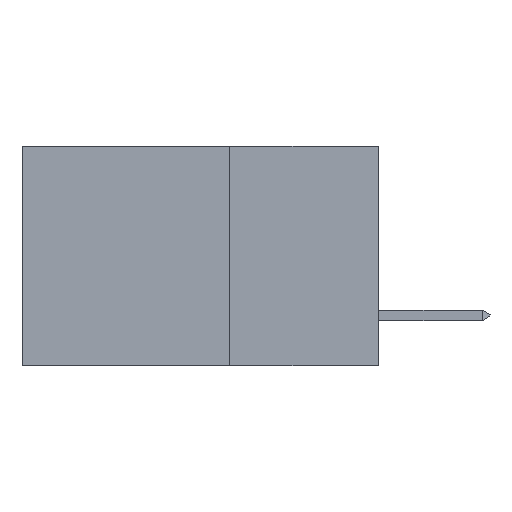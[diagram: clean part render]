
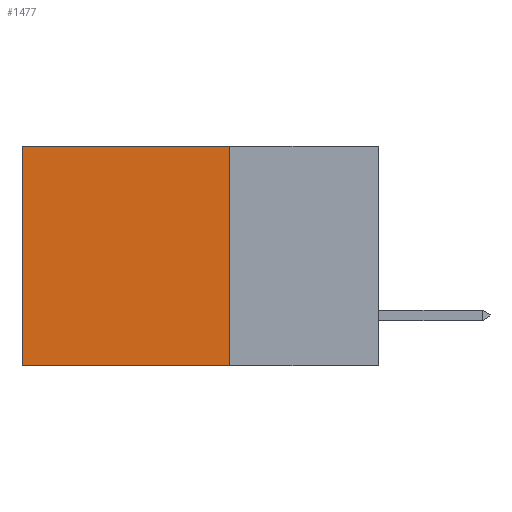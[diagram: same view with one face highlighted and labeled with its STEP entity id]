
A CAD part, left-side view. The second image highlights one B-rep face of the part: STEP entity #1477.
In plain terms, the highlighted planar face has unit normal (-1, 0, 0).
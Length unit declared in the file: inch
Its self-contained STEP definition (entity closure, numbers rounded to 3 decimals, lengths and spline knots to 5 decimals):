
#35 = PLANE ( 'NONE',  #899 ) ;
#899 = AXIS2_PLACEMENT_3D ( 'NONE', #5502, #1445, #8460 ) ;
#1243 = LINE ( 'NONE', #6614, #1747 ) ;
#1324 = ORIENTED_EDGE ( 'NONE', *, *, #7851, .F. ) ;
#1445 = DIRECTION ( 'NONE',  ( 1., 0., 0. ) ) ;
#1477 = ADVANCED_FACE ( 'NONE', ( #4559 ), #35, .F. ) ;
#1747 = VECTOR ( 'NONE', #9659, 39.37008 ) ;
#2074 = VECTOR ( 'NONE', #2946, 39.37008 ) ;
#2298 = VERTEX_POINT ( 'NONE', #4053 ) ;
#2607 = CARTESIAN_POINT ( 'NONE',  ( 0.2615, 0.25, -0.37 ) ) ;
#2946 = DIRECTION ( 'NONE',  ( 0., 1., 0. ) ) ;
#3103 = ORIENTED_EDGE ( 'NONE', *, *, #3708, .T. ) ;
#3708 = EDGE_CURVE ( 'NONE', #2298, #4729, #7649, .T. ) ;
#3737 = LINE ( 'NONE', #5321, #5446 ) ;
#3952 = LINE ( 'NONE', #4811, #6691 ) ;
#4053 = CARTESIAN_POINT ( 'NONE',  ( 0.2615, 0.25, 0. ) ) ;
#4304 = ORIENTED_EDGE ( 'NONE', *, *, #8937, .F. ) ;
#4429 = EDGE_LOOP ( 'NONE', ( #7437, #1324, #4304, #3103 ) ) ;
#4559 = FACE_OUTER_BOUND ( 'NONE', #4429, .T. ) ;
#4729 = VERTEX_POINT ( 'NONE', #4901 ) ;
#4811 = CARTESIAN_POINT ( 'NONE',  ( 0.2615, 0.25, -0.37 ) ) ;
#4901 = CARTESIAN_POINT ( 'NONE',  ( 0.2615, 0.6, 0. ) ) ;
#5321 = CARTESIAN_POINT ( 'NONE',  ( 0.2615, 0.6, -0.37 ) ) ;
#5446 = VECTOR ( 'NONE', #7739, 39.37008 ) ;
#5502 = CARTESIAN_POINT ( 'NONE',  ( 0.2615, 0.25, -0.37 ) ) ;
#6614 = CARTESIAN_POINT ( 'NONE',  ( 0.2615, 0.25, -0.37 ) ) ;
#6691 = VECTOR ( 'NONE', #7762, 39.37008 ) ;
#6830 = EDGE_CURVE ( 'NONE', #4729, #7581, #3737, .T. ) ;
#7437 = ORIENTED_EDGE ( 'NONE', *, *, #6830, .T. ) ;
#7581 = VERTEX_POINT ( 'NONE', #9656 ) ;
#7649 = LINE ( 'NONE', #9838, #2074 ) ;
#7739 = DIRECTION ( 'NONE',  ( 0., 0., -1. ) ) ;
#7762 = DIRECTION ( 'NONE',  ( 0., 1., 0. ) ) ;
#7851 = EDGE_CURVE ( 'NONE', #8751, #7581, #3952, .T. ) ;
#8460 = DIRECTION ( 'NONE',  ( 0., 0., -1. ) ) ;
#8751 = VERTEX_POINT ( 'NONE', #2607 ) ;
#8937 = EDGE_CURVE ( 'NONE', #2298, #8751, #1243, .T. ) ;
#9656 = CARTESIAN_POINT ( 'NONE',  ( 0.2615, 0.6, -0.37 ) ) ;
#9659 = DIRECTION ( 'NONE',  ( 0., 0., -1. ) ) ;
#9838 = CARTESIAN_POINT ( 'NONE',  ( 0.2615, 0.25, 0. ) ) ;
